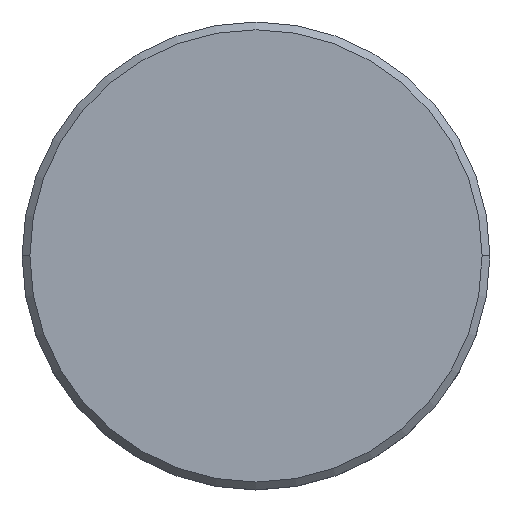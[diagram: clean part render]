
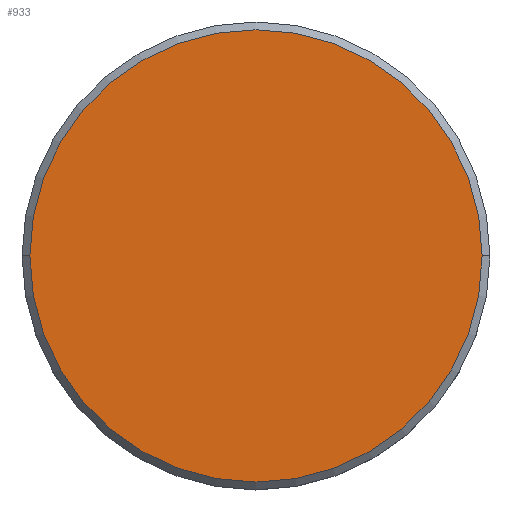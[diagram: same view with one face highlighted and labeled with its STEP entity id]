
A CAD part, top view. The second image highlights one B-rep face of the part: STEP entity #933.
In plain terms, the highlighted planar face has unit normal (0, 0, 1).
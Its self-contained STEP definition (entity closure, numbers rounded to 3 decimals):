
#27 = CARTESIAN_POINT ( 'NONE',  ( -14.5, 0., 0. ) ) ;
#32 = CIRCLE ( 'NONE', #1013, 14.5 ) ;
#147 = ORIENTED_EDGE ( 'NONE', *, *, #468, .T. ) ;
#188 = PLANE ( 'NONE',  #960 ) ;
#199 = FACE_OUTER_BOUND ( 'NONE', #473, .T. ) ;
#211 = DIRECTION ( 'NONE',  ( 0., 0., 1. ) ) ;
#280 = DIRECTION ( 'NONE',  ( 1., 0., 0. ) ) ;
#383 = VERTEX_POINT ( 'NONE', #27 ) ;
#468 = EDGE_CURVE ( 'NONE', #383, #784, #32, .T. ) ;
#473 = EDGE_LOOP ( 'NONE', ( #147, #541 ) ) ;
#541 = ORIENTED_EDGE ( 'NONE', *, *, #729, .T. ) ;
#570 = DIRECTION ( 'NONE',  ( 1., 0., 0. ) ) ;
#576 = DIRECTION ( 'NONE',  ( 1., 0., 0. ) ) ;
#659 = CARTESIAN_POINT ( 'NONE',  ( 0., 0., 0. ) ) ;
#729 = EDGE_CURVE ( 'NONE', #784, #383, #1041, .T. ) ;
#760 = AXIS2_PLACEMENT_3D ( 'NONE', #797, #1156, #280 ) ;
#784 = VERTEX_POINT ( 'NONE', #829 ) ;
#797 = CARTESIAN_POINT ( 'NONE',  ( 0., 0., 0. ) ) ;
#829 = CARTESIAN_POINT ( 'NONE',  ( 14.5, 0., 0. ) ) ;
#931 = DIRECTION ( 'NONE',  ( 0., 0., 1. ) ) ;
#933 = ADVANCED_FACE ( 'NONE', ( #199 ), #188, .T. ) ;
#960 = AXIS2_PLACEMENT_3D ( 'NONE', #659, #931, #570 ) ;
#1013 = AXIS2_PLACEMENT_3D ( 'NONE', #1040, #211, #576 ) ;
#1040 = CARTESIAN_POINT ( 'NONE',  ( 0., 0., 0. ) ) ;
#1041 = CIRCLE ( 'NONE', #760, 14.5 ) ;
#1156 = DIRECTION ( 'NONE',  ( 0., 0., 1. ) ) ;
